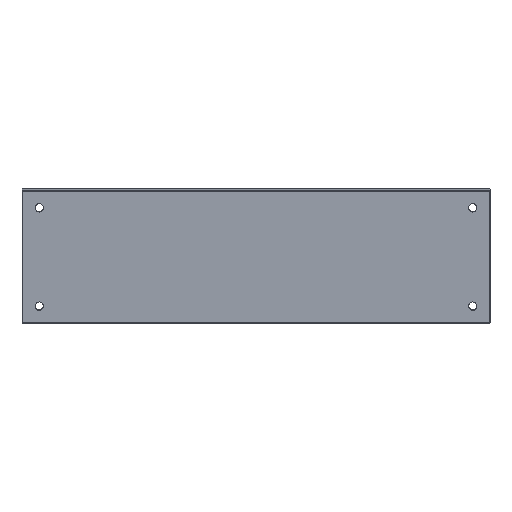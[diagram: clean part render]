
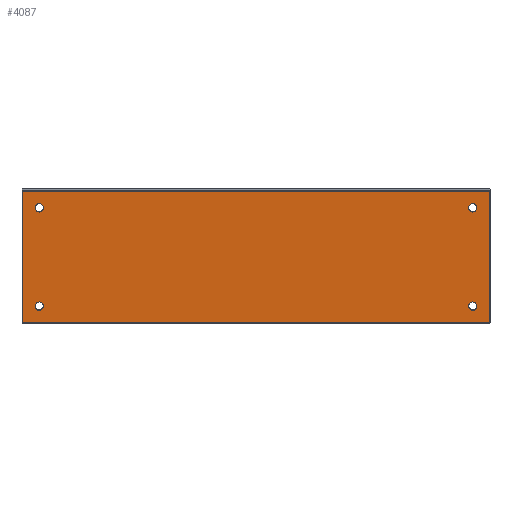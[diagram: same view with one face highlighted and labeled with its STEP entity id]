
A CAD part, top view. The second image highlights one B-rep face of the part: STEP entity #4087.
In plain terms, the highlighted planar face has unit normal (0, -0.087, 0.996).
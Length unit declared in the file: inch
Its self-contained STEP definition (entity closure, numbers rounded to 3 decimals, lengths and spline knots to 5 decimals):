
#7 = VERTEX_POINT ( 'NONE', #2475 ) ;
#13 = VECTOR ( 'NONE', #1982, 39.37008 ) ;
#53 = EDGE_CURVE ( 'NONE', #986, #466, #3432, .T. ) ;
#64 = DIRECTION ( 'NONE',  ( 0., -0.996, -0.087 ) ) ;
#90 = CARTESIAN_POINT ( 'NONE',  ( -15.09663, -6.14496, 0.27908 ) ) ;
#94 = CARTESIAN_POINT ( 'NONE',  ( -2.16245, -3.33738, 0.52471 ) ) ;
#117 = AXIS2_PLACEMENT_3D ( 'NONE', #1209, #346, #4249 ) ;
#118 = PLANE ( 'NONE',  #1493 ) ;
#168 = VERTEX_POINT ( 'NONE', #438 ) ;
#189 = DIRECTION ( 'NONE',  ( 0., -0.087, 0.996 ) ) ;
#192 = CARTESIAN_POINT ( 'NONE',  ( -15.59663, -2.71476, 0.57918 ) ) ;
#198 = VECTOR ( 'NONE', #3268, 39.37008 ) ;
#239 = VECTOR ( 'NONE', #1599, 39.37008 ) ;
#287 = VERTEX_POINT ( 'NONE', #2471 ) ;
#295 = LINE ( 'NONE', #2279, #198 ) ;
#343 = EDGE_CURVE ( 'NONE', #916, #287, #3523, .T. ) ;
#346 = DIRECTION ( 'NONE',  ( 0., -0.087, 0.996 ) ) ;
#373 = EDGE_CURVE ( 'NONE', #836, #1843, #295, .T. ) ;
#411 = DIRECTION ( 'NONE',  ( 0., -0.087, 0.996 ) ) ;
#438 = CARTESIAN_POINT ( 'NONE',  ( -15.09663, -3.33738, 0.52471 ) ) ;
#460 = AXIS2_PLACEMENT_3D ( 'NONE', #3099, #4126, #792 ) ;
#466 = VERTEX_POINT ( 'NONE', #1876 ) ;
#490 = AXIS2_PLACEMENT_3D ( 'NONE', #90, #411, #1078 ) ;
#494 = DIRECTION ( 'NONE',  ( 0., -0.996, -0.087 ) ) ;
#536 = ORIENTED_EDGE ( 'NONE', *, *, #1027, .F. ) ;
#546 = ORIENTED_EDGE ( 'NONE', *, *, #1805, .T. ) ;
#554 = DIRECTION ( 'NONE',  ( 0., -0.996, -0.087 ) ) ;
#581 = EDGE_CURVE ( 'NONE', #287, #916, #3259, .T. ) ;
#592 = CARTESIAN_POINT ( 'NONE',  ( -2.16245, -6.14496, 0.27908 ) ) ;
#695 = ORIENTED_EDGE ( 'NONE', *, *, #3172, .T. ) ;
#719 = AXIS2_PLACEMENT_3D ( 'NONE', #1134, #189, #2199 ) ;
#720 = DIRECTION ( 'NONE',  ( 0., -0.087, 0.996 ) ) ;
#749 = EDGE_CURVE ( 'NONE', #466, #986, #2433, .T. ) ;
#759 = ORIENTED_EDGE ( 'NONE', *, *, #53, .F. ) ;
#792 = DIRECTION ( 'NONE',  ( 0., -0.996, -0.087 ) ) ;
#823 = EDGE_LOOP ( 'NONE', ( #536, #3527 ) ) ;
#836 = VERTEX_POINT ( 'NONE', #3948 ) ;
#840 = LINE ( 'NONE', #3233, #239 ) ;
#872 = DIRECTION ( 'NONE',  ( 0., -0.087, 0.996 ) ) ;
#904 = FACE_BOUND ( 'NONE', #1037, .T. ) ;
#916 = VERTEX_POINT ( 'NONE', #3563 ) ;
#958 = EDGE_CURVE ( 'NONE', #3493, #836, #840, .T. ) ;
#971 = CARTESIAN_POINT ( 'NONE',  ( -1.66245, -6.64305, 0.2355 ) ) ;
#986 = VERTEX_POINT ( 'NONE', #3687 ) ;
#1027 = EDGE_CURVE ( 'NONE', #168, #7, #2012, .T. ) ;
#1037 = EDGE_LOOP ( 'NONE', ( #2329, #3878 ) ) ;
#1078 = DIRECTION ( 'NONE',  ( 0., -0.996, -0.087 ) ) ;
#1133 = VERTEX_POINT ( 'NONE', #1370 ) ;
#1134 = CARTESIAN_POINT ( 'NONE',  ( -2.16245, -3.21286, 0.5356 ) ) ;
#1209 = CARTESIAN_POINT ( 'NONE',  ( -15.09663, -6.14496, 0.27908 ) ) ;
#1309 = CARTESIAN_POINT ( 'NONE',  ( -11.45451, -6.64305, 0.2355 ) ) ;
#1310 = EDGE_CURVE ( 'NONE', #3552, #4036, #3516, .T. ) ;
#1370 = CARTESIAN_POINT ( 'NONE',  ( -15.59663, -6.64305, 0.2355 ) ) ;
#1385 = VECTOR ( 'NONE', #3458, 39.37008 ) ;
#1482 = ORIENTED_EDGE ( 'NONE', *, *, #749, .F. ) ;
#1493 = AXIS2_PLACEMENT_3D ( 'NONE', #3776, #3093, #494 ) ;
#1505 = AXIS2_PLACEMENT_3D ( 'NONE', #3815, #872, #554 ) ;
#1540 = DIRECTION ( 'NONE',  ( 0., -0.996, -0.087 ) ) ;
#1558 = FACE_OUTER_BOUND ( 'NONE', #3728, .T. ) ;
#1586 = LINE ( 'NONE', #3433, #1385 ) ;
#1599 = DIRECTION ( 'NONE',  ( 0., 0.996, 0.087 ) ) ;
#1651 = CARTESIAN_POINT ( 'NONE',  ( -15.09663, -3.21286, 0.5356 ) ) ;
#1805 = EDGE_CURVE ( 'NONE', #1843, #1133, #1586, .T. ) ;
#1825 = FACE_BOUND ( 'NONE', #3455, .T. ) ;
#1843 = VERTEX_POINT ( 'NONE', #192 ) ;
#1876 = CARTESIAN_POINT ( 'NONE',  ( -2.16245, -6.02043, 0.28997 ) ) ;
#1963 = CARTESIAN_POINT ( 'NONE',  ( -2.16245, -3.08833, 0.5465 ) ) ;
#1978 = CIRCLE ( 'NONE', #719, 0.125 ) ;
#1982 = DIRECTION ( 'NONE',  ( 1., 0., 0. ) ) ;
#1992 = DIRECTION ( 'NONE',  ( 0., -0.087, 0.996 ) ) ;
#2012 = CIRCLE ( 'NONE', #2267, 0.125 ) ;
#2199 = DIRECTION ( 'NONE',  ( 0., -0.996, -0.087 ) ) ;
#2267 = AXIS2_PLACEMENT_3D ( 'NONE', #1651, #720, #2348 ) ;
#2279 = CARTESIAN_POINT ( 'NONE',  ( -11.45451, -2.71476, 0.57918 ) ) ;
#2329 = ORIENTED_EDGE ( 'NONE', *, *, #581, .F. ) ;
#2348 = DIRECTION ( 'NONE',  ( 0., -0.996, -0.087 ) ) ;
#2433 = CIRCLE ( 'NONE', #1505, 0.125 ) ;
#2471 = CARTESIAN_POINT ( 'NONE',  ( -15.09663, -6.26948, 0.26818 ) ) ;
#2475 = CARTESIAN_POINT ( 'NONE',  ( -15.09663, -3.08833, 0.5465 ) ) ;
#2636 = CARTESIAN_POINT ( 'NONE',  ( -15.09663, -3.21286, 0.5356 ) ) ;
#2885 = EDGE_LOOP ( 'NONE', ( #759, #1482 ) ) ;
#2917 = AXIS2_PLACEMENT_3D ( 'NONE', #592, #4239, #1540 ) ;
#2943 = ORIENTED_EDGE ( 'NONE', *, *, #958, .T. ) ;
#2977 = ORIENTED_EDGE ( 'NONE', *, *, #3678, .F. ) ;
#2991 = EDGE_CURVE ( 'NONE', #7, #168, #3715, .T. ) ;
#3004 = AXIS2_PLACEMENT_3D ( 'NONE', #2636, #1992, #64 ) ;
#3093 = DIRECTION ( 'NONE',  ( 0., -0.087, 0.996 ) ) ;
#3099 = CARTESIAN_POINT ( 'NONE',  ( -2.16245, -3.21286, 0.5356 ) ) ;
#3172 = EDGE_CURVE ( 'NONE', #1133, #3493, #4122, .T. ) ;
#3233 = CARTESIAN_POINT ( 'NONE',  ( -1.66245, -6.65732, 0.23425 ) ) ;
#3259 = CIRCLE ( 'NONE', #490, 0.125 ) ;
#3268 = DIRECTION ( 'NONE',  ( -1., 0., 0. ) ) ;
#3278 = FACE_BOUND ( 'NONE', #823, .T. ) ;
#3432 = CIRCLE ( 'NONE', #2917, 0.125 ) ;
#3433 = CARTESIAN_POINT ( 'NONE',  ( -15.59663, -6.65732, 0.23425 ) ) ;
#3455 = EDGE_LOOP ( 'NONE', ( #2977, #3919 ) ) ;
#3458 = DIRECTION ( 'NONE',  ( 0., -0.996, -0.087 ) ) ;
#3493 = VERTEX_POINT ( 'NONE', #971 ) ;
#3516 = CIRCLE ( 'NONE', #460, 0.125 ) ;
#3523 = CIRCLE ( 'NONE', #117, 0.125 ) ;
#3527 = ORIENTED_EDGE ( 'NONE', *, *, #2991, .F. ) ;
#3552 = VERTEX_POINT ( 'NONE', #1963 ) ;
#3563 = CARTESIAN_POINT ( 'NONE',  ( -15.09663, -6.02043, 0.28997 ) ) ;
#3652 = FACE_BOUND ( 'NONE', #2885, .T. ) ;
#3678 = EDGE_CURVE ( 'NONE', #4036, #3552, #1978, .T. ) ;
#3687 = CARTESIAN_POINT ( 'NONE',  ( -2.16245, -6.26948, 0.26818 ) ) ;
#3715 = CIRCLE ( 'NONE', #3004, 0.125 ) ;
#3728 = EDGE_LOOP ( 'NONE', ( #3965, #546, #695, #2943 ) ) ;
#3776 = CARTESIAN_POINT ( 'NONE',  ( -11.45451, -6.65732, 0.23425 ) ) ;
#3815 = CARTESIAN_POINT ( 'NONE',  ( -2.16245, -6.14496, 0.27908 ) ) ;
#3878 = ORIENTED_EDGE ( 'NONE', *, *, #343, .F. ) ;
#3919 = ORIENTED_EDGE ( 'NONE', *, *, #1310, .F. ) ;
#3948 = CARTESIAN_POINT ( 'NONE',  ( -1.66245, -2.71476, 0.57918 ) ) ;
#3965 = ORIENTED_EDGE ( 'NONE', *, *, #373, .T. ) ;
#4036 = VERTEX_POINT ( 'NONE', #94 ) ;
#4087 = ADVANCED_FACE ( 'NONE', ( #904, #3652, #1825, #3278, #1558 ), #118, .T. ) ;
#4122 = LINE ( 'NONE', #1309, #13 ) ;
#4126 = DIRECTION ( 'NONE',  ( 0., -0.087, 0.996 ) ) ;
#4239 = DIRECTION ( 'NONE',  ( 0., -0.087, 0.996 ) ) ;
#4249 = DIRECTION ( 'NONE',  ( 0., -0.996, -0.087 ) ) ;
